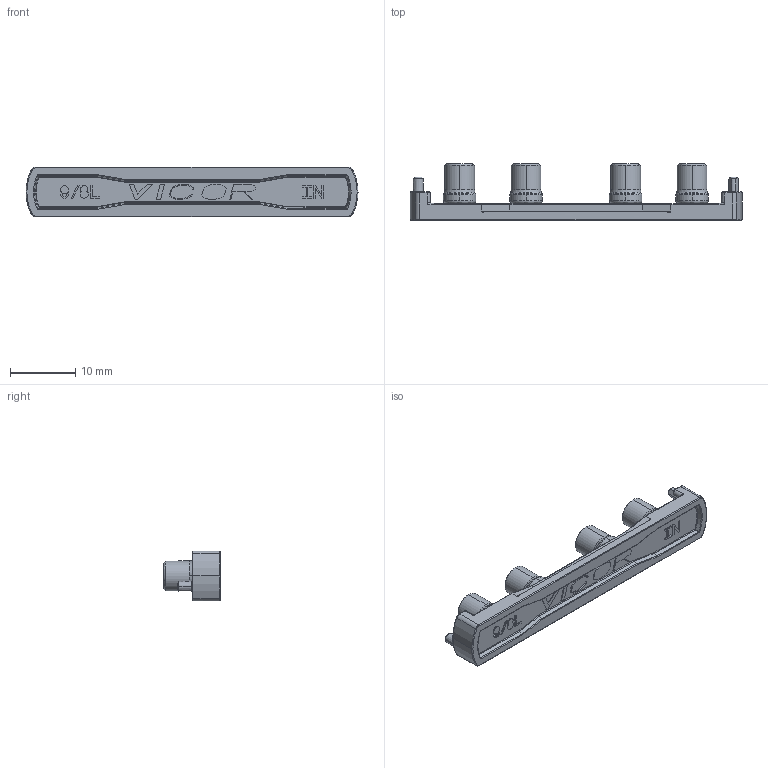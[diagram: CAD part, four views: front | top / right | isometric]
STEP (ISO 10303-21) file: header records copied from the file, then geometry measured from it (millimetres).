
FILE_DESCRIPTION (( 'STEP AP214' ), '1' );
FILE_NAME ('21539_21544_21511_20030-03-Input.STEP', '2012-08-16T15:00:30', ( 'Vicor User' ), ( 'Microsoft' ), 'SwSTEP 2.0', 'SolidWorks 2012', '' );
FILE_SCHEMA (( 'AUTOMOTIVE_DESIGN' ));
Length unit declared in the file: inch
Products named in the file (1): 21539_21544_21511_20030-03-Input
Bounding box: 50.8 x 8.64 x 7.62 mm (x, y, z)
Volume: 1252.5 mm3; surface area: 1570.6 mm2
Topology: 1 solids, 1 shells, 553 faces, 1418 edges, 889 vertices
Faces by surface type: plane 283, bspline 217, cylinder 34, cone 19
Entity records: 30797 total; most frequent: CARTESIAN_POINT 11500, ORIENTED_EDGE 2836, DIRECTION 1909, EDGE_CURVE 1418, VERTEX_POINT 889, VECTOR 883, LINE 883, EDGE_LOOP 575
